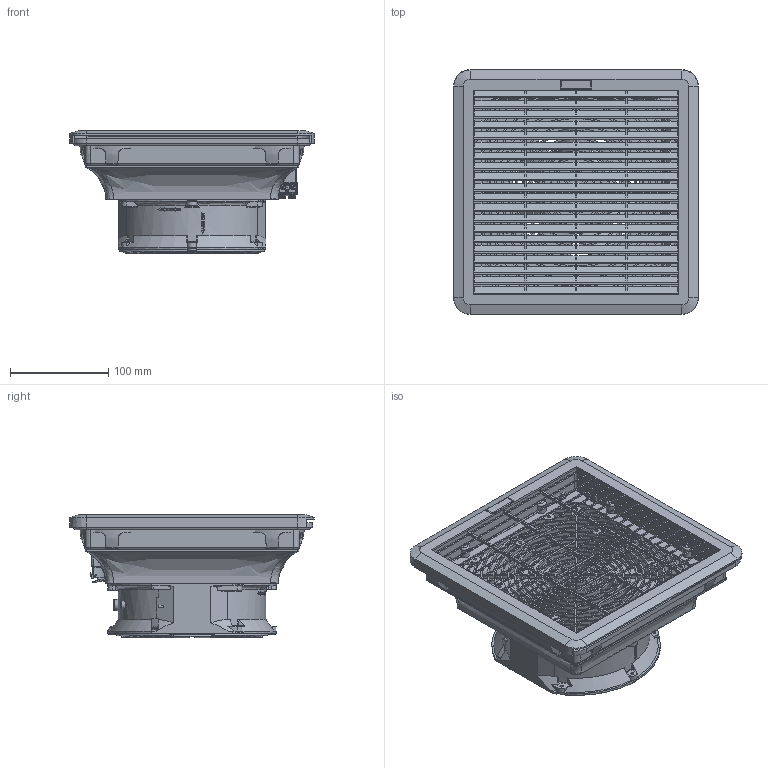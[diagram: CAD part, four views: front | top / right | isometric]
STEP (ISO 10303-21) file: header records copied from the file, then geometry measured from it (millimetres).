
FILE_DESCRIPTION(/* description */ (''),/* implementation_level */ '2;1');
FILE_NAME(/* name */ 'NLV-250X.step',/* time_stamp */ '2022-06-16T11:37:15+03:00',/* author */ (''),/* organization */ (''),/* preprocessor_version */ 'ST-DEVELOPER v19',/* originating_system */ 'Autodesk Translation Framework v11.7.0.108',/* authorisation */ '');
FILE_SCHEMA (('AUTOMOTIVE_DESIGN { 1 0 10303 214 3 1 1 }'));
Products named in the file (11): NLV(300-250-200-150-100)_СБ; NLV-250X_CБ; NLV-250_Патрубок; NLV-250_Корпус; ЛОГО; NLV _ защелка_MIR; NLV _ защелка; Adels-Contact_21721; NLV-250_Крышка; Fan1750 v1; Fan grill 161.925 v3
Assembly tree (16 placements, depth 3):
  NLV(300-250-200-150-100)_СБ
    NLV-250X_CБ
      NLV-250_Патрубок
      NLV-250_Корпус
      ЛОГО
      NLV _ защелка_MIR  x4
      NLV _ защелка  x4
      Adels-Contact_21721
      NLV-250_Крышка
      Fan1750 v1
      Fan grill 161.925 v3
Bounding box: 249 x 248.78 x 126.11 mm (x, y, z)
Volume: 723596 mm3; surface area: 596896.5 mm2
Topology: 16 solids, 21 shells, 3399 faces, 9655 edges, 6269 vertices
Faces by surface type: plane 1830, cylinder 945, bspline 350, torus 134, cone 109, sphere 31
Full cylindrical faces by diameter (mm): 1.8 x20, 3 x43, 4.252 x3, 5 x17, 5.5 x18, 71.882 x1, 75.133 x1, 80.518 x1, 130.2 x1
Entity records: 135265 total; most frequent: CARTESIAN_POINT 49736, ORIENTED_EDGE 18224, DIRECTION 16702, EDGE_CURVE 9112, VERTEX_POINT 5919, AXIS2_PLACEMENT_3D 5657, LINE 5388, VECTOR 5388
